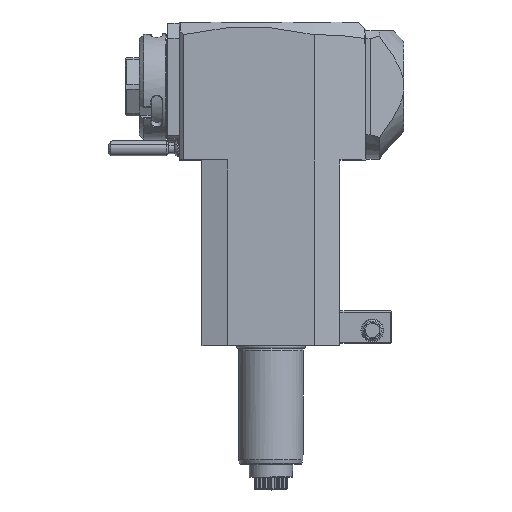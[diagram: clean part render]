
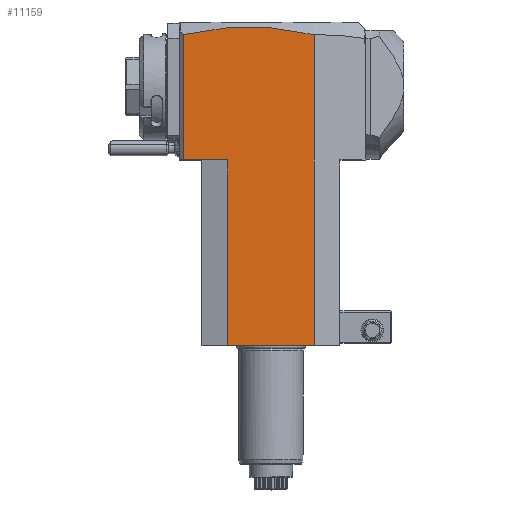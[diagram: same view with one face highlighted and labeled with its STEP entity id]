
A CAD part, top view. The second image highlights one B-rep face of the part: STEP entity #11159.
In plain terms, the highlighted planar face has unit normal (0, 0, 1).
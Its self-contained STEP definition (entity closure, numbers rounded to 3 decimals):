
#17=DIRECTION('',(-1.,0.,0.));
#18=VECTOR('',#17,40.);
#19=CARTESIAN_POINT('',(20.,0.,32.));
#20=LINE('',#19,#18);
#897=DIRECTION('',(0.,1.,0.));
#898=VECTOR('',#897,144.092);
#899=CARTESIAN_POINT('',(20.,0.,32.));
#900=LINE('',#899,#898);
#923=DIRECTION('',(-1.,0.,0.));
#924=VECTOR('',#923,20.5);
#925=CARTESIAN_POINT('',(-20.,86.,32.));
#926=LINE('',#925,#924);
#927=CARTESIAN_POINT('',(-40.5,144.133,32.));
#928=CARTESIAN_POINT('',(-35.458,145.345,32.));
#929=CARTESIAN_POINT('',(-25.373,147.145,32.));
#930=CARTESIAN_POINT('',(-10.247,148.032,32.));
#931=CARTESIAN_POINT('',(4.877,147.124,32.));
#932=CARTESIAN_POINT('',(14.959,145.311,32.));
#933=CARTESIAN_POINT('',(20.,144.092,32.));
#947=DIRECTION('',(0.,-1.,0.));
#948=VECTOR('',#947,58.133);
#949=CARTESIAN_POINT('',(-40.5,144.133,32.));
#950=LINE('',#949,#948);
#960=DIRECTION('',(0.,-1.,0.));
#961=VECTOR('',#960,86.);
#962=CARTESIAN_POINT('',(-20.,86.,32.));
#963=LINE('',#962,#961);
#9651=VERTEX_POINT('',#927);
#9652=VERTEX_POINT('',#933);
#10019=CARTESIAN_POINT('',(-40.5,86.,32.));
#10021=VERTEX_POINT('',#10019);
#10039=CARTESIAN_POINT('',(20.,0.,32.));
#10040=VERTEX_POINT('',#10039);
#10041=CARTESIAN_POINT('',(-20.,0.,32.));
#10042=VERTEX_POINT('',#10041);
#10373=CARTESIAN_POINT('',(-20.,86.,32.));
#10374=VERTEX_POINT('',#10373);
#11143=CARTESIAN_POINT('',(-35.103,86.,32.));
#11144=DIRECTION('',(0.,0.,1.));
#11145=DIRECTION('',(1.,0.,0.));
#11146=AXIS2_PLACEMENT_3D('',#11143,#11144,#11145);
#11147=PLANE('',#11146);
#11149=ORIENTED_EDGE('',*,*,#11148,.T.);
#11151=ORIENTED_EDGE('',*,*,#11150,.F.);
#11152=ORIENTED_EDGE('',*,*,#10596,.T.);
#11153=ORIENTED_EDGE('',*,*,#11131,.F.);
#11154=ORIENTED_EDGE('',*,*,#10388,.T.);
#11156=ORIENTED_EDGE('',*,*,#11155,.F.);
#11157=EDGE_LOOP('',(#11149,#11151,#11152,#11153,#11154,#11156));
#11158=FACE_OUTER_BOUND('',#11157,.F.);
#934=B_SPLINE_CURVE_WITH_KNOTS('',3,(#927,#928,#929,#930,#931,#932,#933),
.UNSPECIFIED.,.F.,.F.,(4,1,1,1,4),(0.,0.25,0.5,0.75,1.),
.UNSPECIFIED.);
#10388=EDGE_CURVE('',#10040,#10042,#20,.T.);
#10596=EDGE_CURVE('',#9651,#9652,#934,.T.);
#11131=EDGE_CURVE('',#10040,#9652,#900,.T.);
#11148=EDGE_CURVE('',#10374,#10021,#926,.T.);
#11150=EDGE_CURVE('',#9651,#10021,#950,.T.);
#11155=EDGE_CURVE('',#10374,#10042,#963,.T.);
#11159=ADVANCED_FACE('',(#11158),#11147,.T.);
